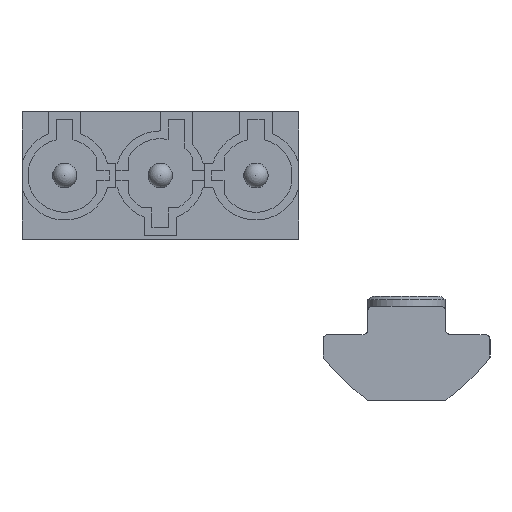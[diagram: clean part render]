
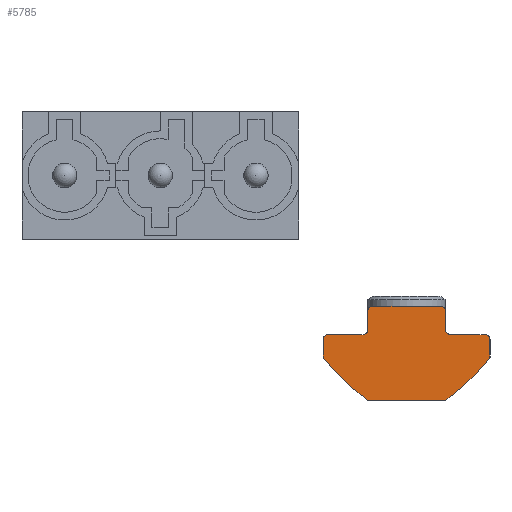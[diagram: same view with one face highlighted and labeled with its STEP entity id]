
A CAD part, left-side view. The second image highlights one B-rep face of the part: STEP entity #5785.
In plain terms, the highlighted face is planar.
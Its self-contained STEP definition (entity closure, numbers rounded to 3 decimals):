
#285=CIRCLE('',#6134,0.5);
#287=CIRCLE('',#6138,0.165);
#289=CIRCLE('',#6141,24.5);
#295=CIRCLE('',#6149,24.5);
#297=CIRCLE('',#6152,0.165);
#299=CIRCLE('',#6156,0.5);
#313=CIRCLE('',#6172,0.5);
#314=CIRCLE('',#6175,0.5);
#318=CIRCLE('',#6181,0.5);
#319=CIRCLE('',#6184,0.5);
#1506=ORIENTED_EDGE('',*,*,#2222,.F.);
#1507=ORIENTED_EDGE('',*,*,#2288,.F.);
#1508=ORIENTED_EDGE('',*,*,#2286,.T.);
#1509=ORIENTED_EDGE('',*,*,#2181,.F.);
#1510=ORIENTED_EDGE('',*,*,#2282,.F.);
#1511=ORIENTED_EDGE('',*,*,#2173,.F.);
#1512=ORIENTED_EDGE('',*,*,#2276,.F.);
#1513=ORIENTED_EDGE('',*,*,#2274,.F.);
#1514=ORIENTED_EDGE('',*,*,#2270,.T.);
#1515=ORIENTED_EDGE('',*,*,#2264,.F.);
#1516=ORIENTED_EDGE('',*,*,#2251,.F.);
#1517=ORIENTED_EDGE('',*,*,#2248,.F.);
#1518=ORIENTED_EDGE('',*,*,#2245,.F.);
#1519=ORIENTED_EDGE('',*,*,#2242,.F.);
#1520=ORIENTED_EDGE('',*,*,#2239,.F.);
#1521=ORIENTED_EDGE('',*,*,#2232,.F.);
#1522=ORIENTED_EDGE('',*,*,#2229,.F.);
#1523=ORIENTED_EDGE('',*,*,#2226,.F.);
#2173=EDGE_CURVE('',#2675,#2671,#3156,.T.);
#2181=EDGE_CURVE('',#2683,#2681,#3162,.T.);
#2222=EDGE_CURVE('',#2712,#2713,#285,.T.);
#2226=EDGE_CURVE('',#2713,#2716,#3187,.T.);
#2229=EDGE_CURVE('',#2716,#2718,#287,.T.);
#2232=EDGE_CURVE('',#2718,#2720,#289,.T.);
#2239=EDGE_CURVE('',#2720,#2726,#3192,.T.);
#2242=EDGE_CURVE('',#2726,#2728,#295,.T.);
#2245=EDGE_CURVE('',#2728,#2730,#297,.T.);
#2248=EDGE_CURVE('',#2730,#2732,#3197,.T.);
#2251=EDGE_CURVE('',#2732,#2734,#299,.T.);
#2264=EDGE_CURVE('',#2734,#2742,#3202,.T.);
#2270=EDGE_CURVE('',#2747,#2742,#313,.T.);
#2274=EDGE_CURVE('',#2747,#2749,#3207,.T.);
#2276=EDGE_CURVE('',#2749,#2675,#314,.T.);
#2282=EDGE_CURVE('',#2671,#2683,#318,.T.);
#2286=EDGE_CURVE('',#2753,#2681,#319,.T.);
#2288=EDGE_CURVE('',#2753,#2712,#3212,.T.);
#2671=VERTEX_POINT('',#8638);
#2675=VERTEX_POINT('',#8646);
#2681=VERTEX_POINT('',#8665);
#2683=VERTEX_POINT('',#8669);
#2712=VERTEX_POINT('',#8825);
#2713=VERTEX_POINT('',#8826);
#2716=VERTEX_POINT('',#8834);
#2718=VERTEX_POINT('',#8840);
#2720=VERTEX_POINT('',#8846);
#2726=VERTEX_POINT('',#8860);
#2728=VERTEX_POINT('',#8866);
#2730=VERTEX_POINT('',#8872);
#2732=VERTEX_POINT('',#8878);
#2734=VERTEX_POINT('',#8884);
#2742=VERTEX_POINT('',#8906);
#2747=VERTEX_POINT('',#8922);
#2749=VERTEX_POINT('',#8927);
#2753=VERTEX_POINT('',#8964);
#3156=LINE('',#8647,#3624);
#3162=LINE('',#8670,#3630);
#3187=LINE('',#8833,#3655);
#3192=LINE('',#8859,#3660);
#3197=LINE('',#8877,#3665);
#3202=LINE('',#8905,#3670);
#3207=LINE('',#8929,#3675);
#3212=LINE('',#8967,#3680);
#3624=VECTOR('',#7205,1000.);
#3630=VECTOR('',#7217,1000.);
#3655=VECTOR('',#7280,1000.);
#3660=VECTOR('',#7307,1000.);
#3665=VECTOR('',#7326,1000.);
#3670=VECTOR('',#7357,1000.);
#3675=VECTOR('',#7374,1000.);
#3680=VECTOR('',#7403,1000.);
#3945=EDGE_LOOP('',(#1506,#1507,#1508,#1509,#1510,#1511,#1512,#1513,#1514,
#1515,#1516,#1517,#1518,#1519,#1520,#1521,#1522,#1523));
#4217=FACE_BOUND('',#3945,.T.);
#4395=PLANE('',#6199);
#5785=ADVANCED_FACE('',(#4217),#4395,.F.);
#6134=AXIS2_PLACEMENT_3D('',#8824,#7272,#7273);
#6138=AXIS2_PLACEMENT_3D('',#8839,#7285,#7286);
#6141=AXIS2_PLACEMENT_3D('',#8845,#7292,#7293);
#6149=AXIS2_PLACEMENT_3D('',#8865,#7312,#7313);
#6152=AXIS2_PLACEMENT_3D('',#8871,#7319,#7320);
#6156=AXIS2_PLACEMENT_3D('',#8883,#7331,#7332);
#6172=AXIS2_PLACEMENT_3D('',#8921,#7367,#7368);
#6175=AXIS2_PLACEMENT_3D('',#8937,#7377,#7378);
#6181=AXIS2_PLACEMENT_3D('',#8952,#7390,#7391);
#6184=AXIS2_PLACEMENT_3D('',#8963,#7398,#7399);
#6199=AXIS2_PLACEMENT_3D('',#8990,#7431,#7432);
#7205=DIRECTION('',(-1.,0.,0.));
#7217=DIRECTION('',(0.,-1.,0.));
#7272=DIRECTION('',(0.,0.,1.));
#7273=DIRECTION('',(1.,0.,0.));
#7280=DIRECTION('',(0.,-1.,0.));
#7285=DIRECTION('',(0.,0.,1.));
#7286=DIRECTION('',(1.,0.,0.));
#7292=DIRECTION('',(0.,0.,1.));
#7293=DIRECTION('',(1.,0.,0.));
#7307=DIRECTION('',(1.,0.,0.));
#7312=DIRECTION('',(0.,0.,1.));
#7313=DIRECTION('',(1.,0.,0.));
#7319=DIRECTION('',(0.,0.,1.));
#7320=DIRECTION('',(1.,0.,0.));
#7326=DIRECTION('',(0.,1.,0.));
#7331=DIRECTION('',(0.,0.,1.));
#7332=DIRECTION('',(1.,0.,0.));
#7357=DIRECTION('',(-1.,0.,0.));
#7367=DIRECTION('',(0.,0.,1.));
#7368=DIRECTION('',(1.,0.,0.));
#7374=DIRECTION('',(0.,1.,0.));
#7377=DIRECTION('',(0.,0.,1.));
#7378=DIRECTION('',(1.,0.,0.));
#7390=DIRECTION('',(0.,0.,1.));
#7391=DIRECTION('',(1.,0.,0.));
#7398=DIRECTION('',(0.,0.,1.));
#7399=DIRECTION('',(1.,0.,0.));
#7403=DIRECTION('',(-1.,0.,0.));
#7431=DIRECTION('',(0.,0.,1.));
#7432=DIRECTION('',(1.,0.,0.));
#8638=CARTESIAN_POINT('',(-3.45,9.6,-70.));
#8646=CARTESIAN_POINT('',(3.45,9.6,-70.));
#8647=CARTESIAN_POINT('',(3.45,9.6,-70.));
#8665=CARTESIAN_POINT('',(-3.95,7.2,-70.));
#8669=CARTESIAN_POINT('',(-3.95,9.1,-70.));
#8670=CARTESIAN_POINT('',(-3.95,9.1,-70.));
#8824=CARTESIAN_POINT('',(-8.,6.2,-70.));
#8825=CARTESIAN_POINT('',(-8.,6.7,-70.));
#8826=CARTESIAN_POINT('',(-8.5,6.2,-70.));
#8833=CARTESIAN_POINT('',(-8.5,6.2,-70.));
#8834=CARTESIAN_POINT('',(-8.5,4.404,-70.));
#8839=CARTESIAN_POINT('',(-8.335,4.404,-70.));
#8840=CARTESIAN_POINT('',(-8.463,4.3,-70.));
#8845=CARTESIAN_POINT('',(10.63,19.653,-70.));
#8846=CARTESIAN_POINT('',(-4.,0.,-70.));
#8859=CARTESIAN_POINT('',(-4.,0.,-70.));
#8860=CARTESIAN_POINT('',(4.,0.,-70.));
#8865=CARTESIAN_POINT('',(-10.63,19.653,-70.));
#8866=CARTESIAN_POINT('',(8.463,4.3,-70.));
#8871=CARTESIAN_POINT('',(8.335,4.404,-70.));
#8872=CARTESIAN_POINT('',(8.5,4.404,-70.));
#8877=CARTESIAN_POINT('',(8.5,4.404,-70.));
#8878=CARTESIAN_POINT('',(8.5,6.2,-70.));
#8883=CARTESIAN_POINT('',(8.,6.2,-70.));
#8884=CARTESIAN_POINT('',(8.,6.7,-70.));
#8905=CARTESIAN_POINT('',(8.,6.7,-70.));
#8906=CARTESIAN_POINT('',(4.45,6.7,-70.));
#8921=CARTESIAN_POINT('',(4.45,7.2,-70.));
#8922=CARTESIAN_POINT('',(3.95,7.2,-70.));
#8927=CARTESIAN_POINT('',(3.95,9.1,-70.));
#8929=CARTESIAN_POINT('',(3.95,7.2,-70.));
#8937=CARTESIAN_POINT('',(3.45,9.1,-70.));
#8952=CARTESIAN_POINT('',(-3.45,9.1,-70.));
#8963=CARTESIAN_POINT('',(-4.45,7.2,-70.));
#8964=CARTESIAN_POINT('',(-4.45,6.7,-70.));
#8967=CARTESIAN_POINT('',(-4.45,6.7,-70.));
#8990=CARTESIAN_POINT('',(-8.,6.2,-70.));
